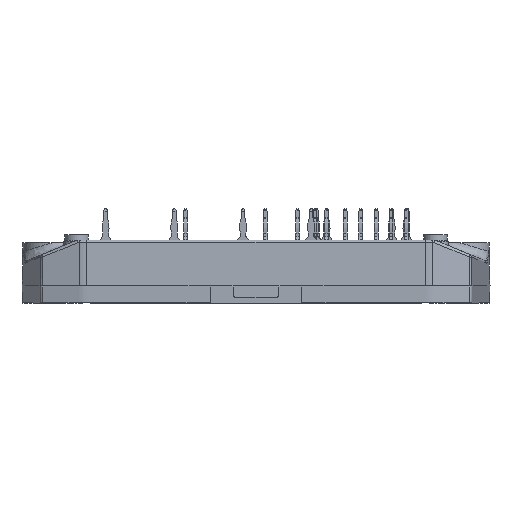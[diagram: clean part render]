
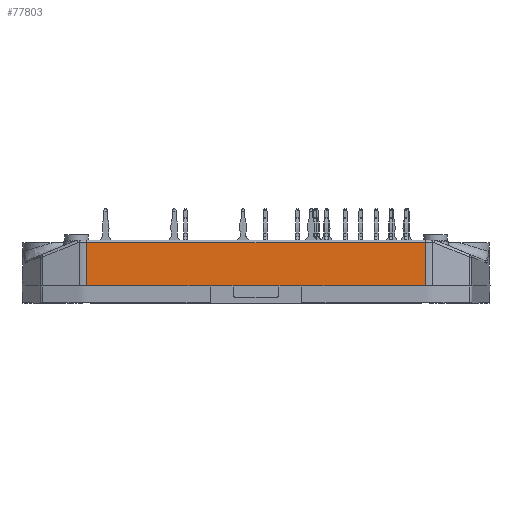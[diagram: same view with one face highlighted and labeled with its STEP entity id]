
A CAD part, front view. The second image highlights one B-rep face of the part: STEP entity #77803.
In plain terms, the highlighted planar face has unit normal (0, -1, 0.026).
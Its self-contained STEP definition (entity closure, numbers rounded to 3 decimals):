
#11488=ORIENTED_EDGE('',*,*,#25763,.F.);
#11489=ORIENTED_EDGE('',*,*,#25760,.T.);
#11490=ORIENTED_EDGE('',*,*,#25999,.F.);
#11491=ORIENTED_EDGE('',*,*,#25250,.F.);
#11492=ORIENTED_EDGE('',*,*,#25255,.T.);
#11493=ORIENTED_EDGE('',*,*,#25689,.T.);
#11494=ORIENTED_EDGE('',*,*,#26000,.T.);
#11495=ORIENTED_EDGE('',*,*,#25994,.F.);
#11496=ORIENTED_EDGE('',*,*,#26001,.F.);
#11497=ORIENTED_EDGE('',*,*,#26002,.F.);
#25250=EDGE_CURVE('',#32577,#32573,#37683,.F.);
#25255=EDGE_CURVE('',#32577,#32582,#37687,.T.);
#25689=EDGE_CURVE('',#32582,#32861,#37889,.T.);
#25760=EDGE_CURVE('',#32906,#32902,#37927,.F.);
#25763=EDGE_CURVE('',#32906,#32910,#37930,.T.);
#25994=EDGE_CURVE('',#33063,#32718,#38041,.T.);
#25999=EDGE_CURVE('',#32573,#32902,#38046,.T.);
#26000=EDGE_CURVE('',#32861,#32718,#38047,.T.);
#26001=EDGE_CURVE('',#33065,#33063,#38048,.T.);
#26002=EDGE_CURVE('',#32910,#33065,#38049,.T.);
#32573=VERTEX_POINT('',#112239);
#32577=VERTEX_POINT('',#112251);
#32582=VERTEX_POINT('',#112262);
#32718=VERTEX_POINT('',#113148);
#32861=VERTEX_POINT('',#114171);
#32902=VERTEX_POINT('',#114485);
#32906=VERTEX_POINT('',#114497);
#32910=VERTEX_POINT('',#114507);
#33063=VERTEX_POINT('',#115447);
#33065=VERTEX_POINT('',#115461);
#37683=LINE('',#112253,#42777);
#37687=LINE('',#112263,#42781);
#37889=LINE('',#114172,#42983);
#37927=LINE('',#114500,#43021);
#37930=LINE('',#114506,#43024);
#38041=LINE('',#115448,#43135);
#38046=LINE('',#115458,#43140);
#38047=LINE('',#115459,#43141);
#38048=LINE('',#115460,#43142);
#38049=LINE('',#115462,#43143);
#42777=VECTOR('',#90968,1000.);
#42781=VECTOR('',#90976,1000.);
#42983=VECTOR('',#91698,1000.);
#43021=VECTOR('',#91814,1000.);
#43024=VECTOR('',#91819,1000.);
#43135=VECTOR('',#92180,1000.);
#43140=VECTOR('',#92193,1000.);
#43141=VECTOR('',#92194,1000.);
#43142=VECTOR('',#92195,1000.);
#43143=VECTOR('',#92196,1000.);
#47651=EDGE_LOOP('',(#11488,#11489,#11490,#11491,#11492,#11493,#11494,#11495,
#11496,#11497));
#50987=FACE_BOUND('',#47651,.T.);
#53449=PLANE('',#82082);
#77803=ADVANCED_FACE('',(#50987),#53449,.T.);
#82082=AXIS2_PLACEMENT_3D('',#115457,#92191,#92192);
#90968=DIRECTION('',(-0.006,-0.026,-1.));
#90976=DIRECTION('',(1.,0.,0.));
#91698=DIRECTION('',(1.,0.,0.));
#91814=DIRECTION('',(0.006,-0.026,-1.));
#91819=DIRECTION('',(-1.,0.,0.));
#92180=DIRECTION('',(-1.,0.,0.));
#92191=DIRECTION('',(0.,-1.,0.026));
#92192=DIRECTION('',(0.,0.026,1.));
#92193=DIRECTION('',(1.,0.,0.));
#92194=DIRECTION('',(1.,0.,0.));
#92195=DIRECTION('',(-1.,0.,0.));
#92196=DIRECTION('',(-1.,0.,0.));
#112239=CARTESIAN_POINT('',(-29.469,-30.58,9.533));
#112251=CARTESIAN_POINT('',(-29.513,-30.776,2.02));
#112253=CARTESIAN_POINT('',(-29.512,-30.775,2.087));
#112262=CARTESIAN_POINT('',(-29.513,-30.776,2.02));
#112263=CARTESIAN_POINT('',(-17.961,-30.776,2.02));
#113148=CARTESIAN_POINT('',(-4.,-30.776,2.02));
#114171=CARTESIAN_POINT('',(-8.,-30.776,2.02));
#114172=CARTESIAN_POINT('',(-17.961,-30.776,2.02));
#114485=CARTESIAN_POINT('',(29.469,-30.58,9.533));
#114497=CARTESIAN_POINT('',(29.513,-30.776,2.02));
#114500=CARTESIAN_POINT('',(29.512,-30.775,2.087));
#114506=CARTESIAN_POINT('',(17.961,-30.776,2.02));
#114507=CARTESIAN_POINT('',(29.513,-30.776,2.02));
#115447=CARTESIAN_POINT('',(4.,-30.776,2.02));
#115448=CARTESIAN_POINT('',(-17.961,-30.776,2.02));
#115457=CARTESIAN_POINT('',(17.961,-30.776,2.02));
#115458=CARTESIAN_POINT('',(27.533,-30.58,9.533));
#115459=CARTESIAN_POINT('',(-17.961,-30.776,2.02));
#115460=CARTESIAN_POINT('',(17.961,-30.776,2.02));
#115461=CARTESIAN_POINT('',(8.,-30.776,2.02));
#115462=CARTESIAN_POINT('',(17.961,-30.776,2.02));
